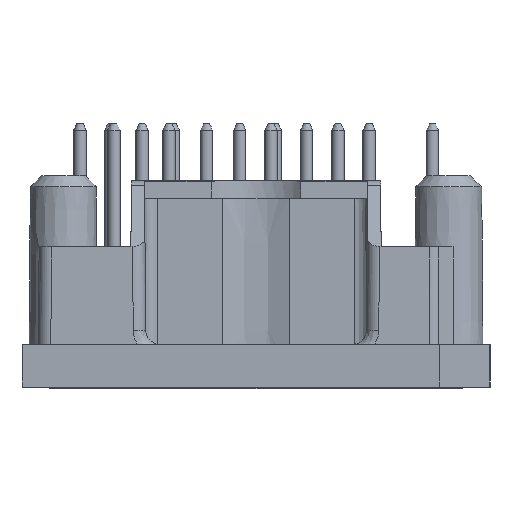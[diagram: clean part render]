
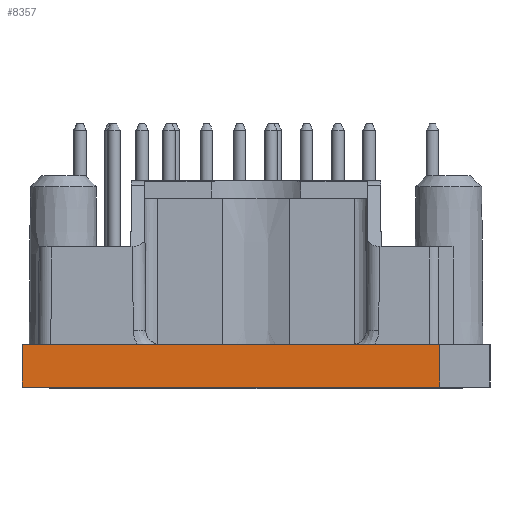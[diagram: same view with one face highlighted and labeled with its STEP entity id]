
A CAD part, left-side view. The second image highlights one B-rep face of the part: STEP entity #8357.
In plain terms, the highlighted planar face has unit normal (-1, 0, 0).
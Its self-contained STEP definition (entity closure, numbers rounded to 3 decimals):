
#1934=ORIENTED_EDGE('',*,*,#3764,.T.);
#1935=ORIENTED_EDGE('',*,*,#3663,.F.);
#1936=ORIENTED_EDGE('',*,*,#3765,.T.);
#1937=ORIENTED_EDGE('',*,*,#3636,.T.);
#3636=EDGE_CURVE('',#4647,#4646,#5353,.T.);
#3663=EDGE_CURVE('',#4658,#4659,#5370,.T.);
#3764=EDGE_CURVE('',#4646,#4659,#5426,.T.);
#3765=EDGE_CURVE('',#4658,#4647,#5427,.T.);
#4646=VERTEX_POINT('',#16721);
#4647=VERTEX_POINT('',#16723);
#4658=VERTEX_POINT('',#16781);
#4659=VERTEX_POINT('',#16782);
#5353=LINE('',#16722,#5985);
#5370=LINE('',#16780,#6002);
#5426=LINE('',#17018,#6058);
#5427=LINE('',#17019,#6059);
#5985=VECTOR('',#13108,1000.);
#6002=VECTOR('',#13153,1000.);
#6058=VECTOR('',#13295,1000.);
#6059=VECTOR('',#13296,1000.);
#6626=EDGE_LOOP('',(#1934,#1935,#1936,#1937));
#7406=FACE_BOUND('',#6626,.T.);
#7951=PLANE('',#11771);
#8357=ADVANCED_FACE('',(#7406),#7951,.F.);
#11771=AXIS2_PLACEMENT_3D('',#17017,#13293,#13294);
#13108=DIRECTION('',(0.,-1.,0.));
#13153=DIRECTION('',(0.,-1.,0.));
#13293=DIRECTION('',(1.,0.,0.));
#13294=DIRECTION('',(0.,1.,0.));
#13295=DIRECTION('',(0.,0.,1.));
#13296=DIRECTION('',(0.,0.,-1.));
#16721=CARTESIAN_POINT('',(-41.,-14.7,0.));
#16722=CARTESIAN_POINT('',(-41.,18.7,0.));
#16723=CARTESIAN_POINT('',(-41.,18.7,0.));
#16780=CARTESIAN_POINT('',(-41.,18.7,3.4));
#16781=CARTESIAN_POINT('',(-41.,18.7,3.4));
#16782=CARTESIAN_POINT('',(-41.,-14.7,3.4));
#17017=CARTESIAN_POINT('',(-41.,18.7,3.4));
#17018=CARTESIAN_POINT('',(-41.,-14.7,3.4));
#17019=CARTESIAN_POINT('',(-41.,18.7,3.4));
